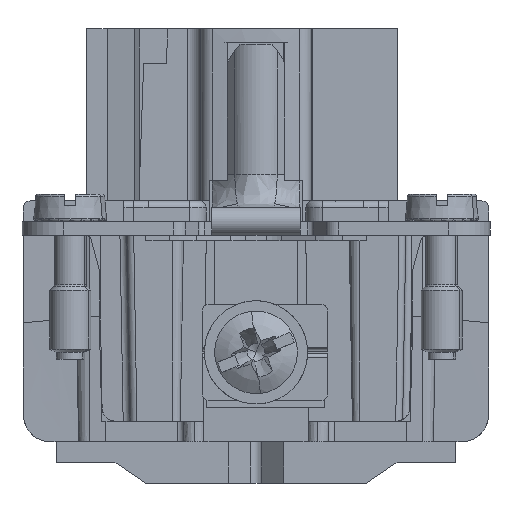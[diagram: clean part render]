
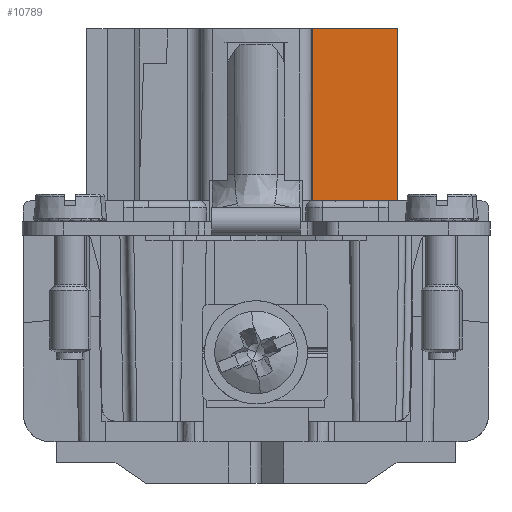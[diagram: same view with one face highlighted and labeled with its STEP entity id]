
A CAD part, front view. The second image highlights one B-rep face of the part: STEP entity #10789.
In plain terms, the highlighted planar face has unit normal (0, -1, 0).
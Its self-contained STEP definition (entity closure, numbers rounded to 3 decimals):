
#10762=AXIS2_PLACEMENT_3D('Plane Axis2P3D',#10759,#10760,#10761) ;
#10733=CARTESIAN_POINT('Line Origine',(21.102,14.25,26.)) ;
#10737=CARTESIAN_POINT('Vertex',(21.102,14.25,20.5)) ;
#10739=CARTESIAN_POINT('Vertex',(21.102,14.25,33.)) ;
#10759=CARTESIAN_POINT('Axis2P3D Location',(27.3,14.25,18.)) ;
#10764=CARTESIAN_POINT('Line Origine',(24.201,14.25,20.5)) ;
#10768=CARTESIAN_POINT('Vertex',(27.3,14.25,20.5)) ;
#10771=CARTESIAN_POINT('Line Origine',(27.3,14.25,26.75)) ;
#10775=CARTESIAN_POINT('Vertex',(27.3,14.25,33.)) ;
#10778=CARTESIAN_POINT('Line Origine',(24.201,14.25,33.)) ;
#10734=DIRECTION('Vector Direction',(0.,0.,1.)) ;
#10760=DIRECTION('Axis2P3D Direction',(0.,1.,0.)) ;
#10761=DIRECTION('Axis2P3D XDirection',(-1.,0.,0.)) ;
#10765=DIRECTION('Vector Direction',(-1.,0.,0.)) ;
#10772=DIRECTION('Vector Direction',(0.,0.,1.)) ;
#10779=DIRECTION('Vector Direction',(-1.,0.,0.)) ;
#10735=VECTOR('Line Direction',#10734,1.) ;
#10766=VECTOR('Line Direction',#10765,1.) ;
#10773=VECTOR('Line Direction',#10772,1.) ;
#10780=VECTOR('Line Direction',#10779,1.) ;
#10784=ORIENTED_EDGE('',*,*,#10741,.F.) ;
#10785=ORIENTED_EDGE('',*,*,#10770,.F.) ;
#10786=ORIENTED_EDGE('',*,*,#10777,.T.) ;
#10787=ORIENTED_EDGE('',*,*,#10782,.F.) ;
#10789=ADVANCED_FACE('Hauptk\X2\00F6\X0\rper',(#10788),#10763,.F.) ;
#10741=EDGE_CURVE('',#10738,#10740,#10736,.T.) ;
#10770=EDGE_CURVE('',#10769,#10738,#10767,.T.) ;
#10777=EDGE_CURVE('',#10769,#10776,#10774,.T.) ;
#10782=EDGE_CURVE('',#10740,#10776,#10781,.F.) ;
#10783=EDGE_LOOP('',(#10784,#10785,#10786,#10787)) ;
#10788=FACE_OUTER_BOUND('',#10783,.T.) ;
#10736=LINE('Line',#10733,#10735) ;
#10767=LINE('Line',#10764,#10766) ;
#10774=LINE('Line',#10771,#10773) ;
#10781=LINE('Line',#10778,#10780) ;
#10763=PLANE('',#10762) ;
#10738=VERTEX_POINT('',#10737) ;
#10740=VERTEX_POINT('',#10739) ;
#10769=VERTEX_POINT('',#10768) ;
#10776=VERTEX_POINT('',#10775) ;
